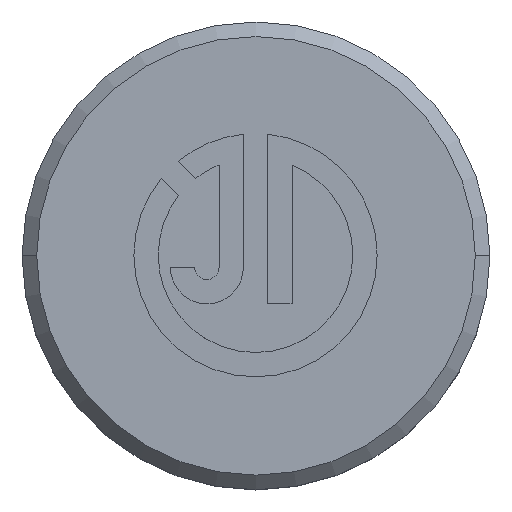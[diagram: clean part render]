
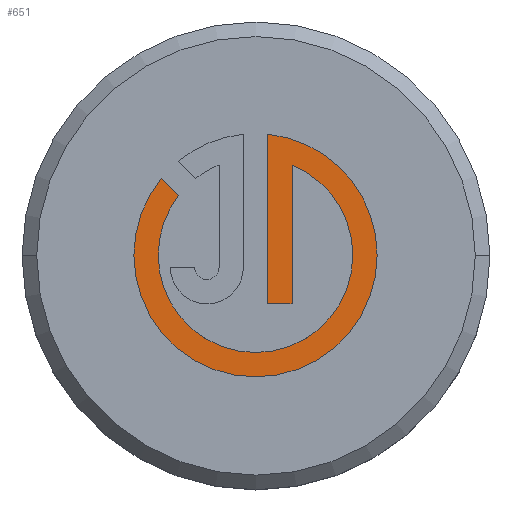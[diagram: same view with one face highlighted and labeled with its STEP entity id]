
A CAD part, top view. The second image highlights one B-rep face of the part: STEP entity #651.
In plain terms, the highlighted planar face has unit normal (0, 0, 1).
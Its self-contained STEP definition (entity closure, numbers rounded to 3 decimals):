
#4 = AXIS2_PLACEMENT_3D ( 'NONE', #815, #1925, #988 ) ;
#25 = EDGE_CURVE ( 'NONE', #67, #516, #1933, .T. ) ;
#67 = VERTEX_POINT ( 'NONE', #970 ) ;
#75 = EDGE_CURVE ( 'NONE', #600, #1783, #1409, .T. ) ;
#131 = CARTESIAN_POINT ( 'NONE',  ( 0.4, 4.161, 69.9 ) ) ;
#151 = DIRECTION ( 'NONE',  ( -1., 0., 0. ) ) ;
#174 = CARTESIAN_POINT ( 'NONE',  ( -3.237, 2.655, 69.9 ) ) ;
#179 = CIRCLE ( 'NONE', #1480, 4.16 ) ;
#242 = VECTOR ( 'NONE', #425, 1000. ) ;
#254 = CARTESIAN_POINT ( 'NONE',  ( -0.016, 0.022, 69.9 ) ) ;
#268 = DIRECTION ( 'NONE',  ( 1., 0., 0. ) ) ;
#281 = CARTESIAN_POINT ( 'NONE',  ( 0.4, -1.642, 69.9 ) ) ;
#305 = ORIENTED_EDGE ( 'NONE', *, *, #531, .T. ) ;
#307 = DIRECTION ( 'NONE',  ( 0., 0., 1. ) ) ;
#316 = CARTESIAN_POINT ( 'NONE',  ( -0.016, 0.022, 69.9 ) ) ;
#344 = ORIENTED_EDGE ( 'NONE', *, *, #727, .T. ) ;
#349 = ORIENTED_EDGE ( 'NONE', *, *, #492, .T. ) ;
#360 = ORIENTED_EDGE ( 'NONE', *, *, #1265, .T. ) ;
#378 = FACE_OUTER_BOUND ( 'NONE', #845, .T. ) ;
#389 = ORIENTED_EDGE ( 'NONE', *, *, #1151, .T. ) ;
#418 = LINE ( 'NONE', #901, #1723 ) ;
#425 = DIRECTION ( 'NONE',  ( 0., -1., 0. ) ) ;
#427 = DIRECTION ( 'NONE',  ( 1., 0., 0. ) ) ;
#481 = VERTEX_POINT ( 'NONE', #174 ) ;
#492 = EDGE_CURVE ( 'NONE', #1501, #637, #696, .T. ) ;
#503 = ORIENTED_EDGE ( 'NONE', *, *, #25, .T. ) ;
#516 = VERTEX_POINT ( 'NONE', #819 ) ;
#531 = EDGE_CURVE ( 'NONE', #772, #1052, #1090, .T. ) ;
#559 = AXIS2_PLACEMENT_3D ( 'NONE', #1876, #922, #2026 ) ;
#584 = VECTOR ( 'NONE', #1422, 1000. ) ;
#594 = CARTESIAN_POINT ( 'NONE',  ( 0.4, 0., 69.9 ) ) ;
#600 = VERTEX_POINT ( 'NONE', #1581 ) ;
#631 = CARTESIAN_POINT ( 'NONE',  ( 0., 0., 69.9 ) ) ;
#637 = VERTEX_POINT ( 'NONE', #281 ) ;
#651 = ADVANCED_FACE ( 'NONE', ( #378 ), #1285, .T. ) ;
#696 = LINE ( 'NONE', #594, #242 ) ;
#727 = EDGE_CURVE ( 'NONE', #827, #600, #1611, .T. ) ;
#772 = VERTEX_POINT ( 'NONE', #838 ) ;
#806 = DIRECTION ( 'NONE',  ( 1., 0., 0. ) ) ;
#807 = DIRECTION ( 'NONE',  ( -1., 0., 0. ) ) ;
#815 = CARTESIAN_POINT ( 'NONE',  ( -0.016, 0.022, 69.9 ) ) ;
#819 = CARTESIAN_POINT ( 'NONE',  ( 4.144, 0.022, 69.9 ) ) ;
#827 = VERTEX_POINT ( 'NONE', #1488 ) ;
#830 = DIRECTION ( 'NONE',  ( 0., 0., -1. ) ) ;
#831 = LINE ( 'NONE', #1839, #1161 ) ;
#838 = CARTESIAN_POINT ( 'NONE',  ( 1.232, -1.642, 69.9 ) ) ;
#843 = CARTESIAN_POINT ( 'NONE',  ( -0.016, 0.022, 69.9 ) ) ;
#845 = EDGE_LOOP ( 'NONE', ( #389, #344, #1493, #2033, #1203, #503, #1806, #349, #360, #305 ) ) ;
#872 = EDGE_CURVE ( 'NONE', #1783, #481, #831, .T. ) ;
#901 = CARTESIAN_POINT ( 'NONE',  ( 0., -1.642, 69.9 ) ) ;
#922 = DIRECTION ( 'NONE',  ( 0., 0., 1. ) ) ;
#951 = CARTESIAN_POINT ( 'NONE',  ( -2.645, 2.063, 69.9 ) ) ;
#970 = CARTESIAN_POINT ( 'NONE',  ( -4.176, 0.022, 69.9 ) ) ;
#988 = DIRECTION ( 'NONE',  ( -1., 0., 0. ) ) ;
#1041 = AXIS2_PLACEMENT_3D ( 'NONE', #631, #1764, #806 ) ;
#1052 = VERTEX_POINT ( 'NONE', #1110 ) ;
#1056 = AXIS2_PLACEMENT_3D ( 'NONE', #316, #307, #268 ) ;
#1090 = LINE ( 'NONE', #1148, #584 ) ;
#1110 = CARTESIAN_POINT ( 'NONE',  ( 1.232, 3.107, 69.9 ) ) ;
#1148 = CARTESIAN_POINT ( 'NONE',  ( 1.232, 0., 69.9 ) ) ;
#1151 = EDGE_CURVE ( 'NONE', #1052, #827, #1542, .T. ) ;
#1154 = DIRECTION ( 'NONE',  ( 0., 0., -1. ) ) ;
#1161 = VECTOR ( 'NONE', #1213, 1000. ) ;
#1203 = ORIENTED_EDGE ( 'NONE', *, *, #1727, .T. ) ;
#1213 = DIRECTION ( 'NONE',  ( -0.707, 0.707, 0. ) ) ;
#1265 = EDGE_CURVE ( 'NONE', #637, #772, #418, .T. ) ;
#1285 = PLANE ( 'NONE',  #1041 ) ;
#1291 = CIRCLE ( 'NONE', #559, 4.16 ) ;
#1408 = DIRECTION ( 'NONE',  ( 0., 0., 1. ) ) ;
#1409 = CIRCLE ( 'NONE', #1689, 3.328 ) ;
#1422 = DIRECTION ( 'NONE',  ( 0., 1., 0. ) ) ;
#1480 = AXIS2_PLACEMENT_3D ( 'NONE', #254, #1408, #427 ) ;
#1488 = CARTESIAN_POINT ( 'NONE',  ( 3.312, 0.022, 69.9 ) ) ;
#1493 = ORIENTED_EDGE ( 'NONE', *, *, #75, .T. ) ;
#1501 = VERTEX_POINT ( 'NONE', #131 ) ;
#1542 = CIRCLE ( 'NONE', #4, 3.328 ) ;
#1570 = AXIS2_PLACEMENT_3D ( 'NONE', #2097, #1154, #151 ) ;
#1581 = CARTESIAN_POINT ( 'NONE',  ( -3.344, 0.022, 69.9 ) ) ;
#1611 = CIRCLE ( 'NONE', #1570, 3.328 ) ;
#1689 = AXIS2_PLACEMENT_3D ( 'NONE', #843, #830, #807 ) ;
#1723 = VECTOR ( 'NONE', #2000, 1000. ) ;
#1727 = EDGE_CURVE ( 'NONE', #481, #67, #179, .T. ) ;
#1764 = DIRECTION ( 'NONE',  ( 0., 0., 1. ) ) ;
#1783 = VERTEX_POINT ( 'NONE', #951 ) ;
#1806 = ORIENTED_EDGE ( 'NONE', *, *, #1830, .T. ) ;
#1830 = EDGE_CURVE ( 'NONE', #516, #1501, #1291, .T. ) ;
#1839 = CARTESIAN_POINT ( 'NONE',  ( -2.645, 2.063, 69.9 ) ) ;
#1876 = CARTESIAN_POINT ( 'NONE',  ( -0.016, 0.022, 69.9 ) ) ;
#1925 = DIRECTION ( 'NONE',  ( 0., 0., -1. ) ) ;
#1933 = CIRCLE ( 'NONE', #1056, 4.16 ) ;
#2000 = DIRECTION ( 'NONE',  ( 1., 0., 0. ) ) ;
#2026 = DIRECTION ( 'NONE',  ( 1., 0., 0. ) ) ;
#2033 = ORIENTED_EDGE ( 'NONE', *, *, #872, .T. ) ;
#2097 = CARTESIAN_POINT ( 'NONE',  ( -0.016, 0.022, 69.9 ) ) ;
